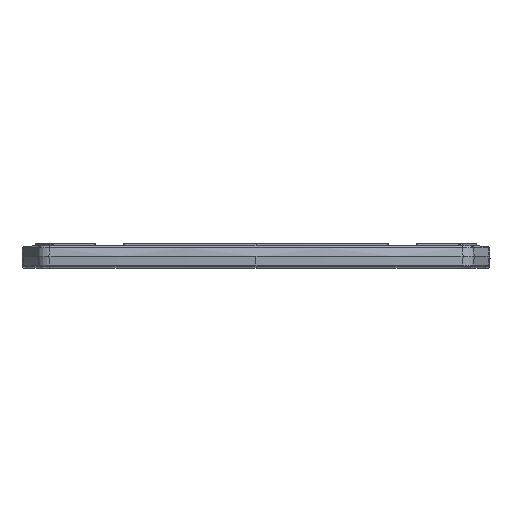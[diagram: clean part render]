
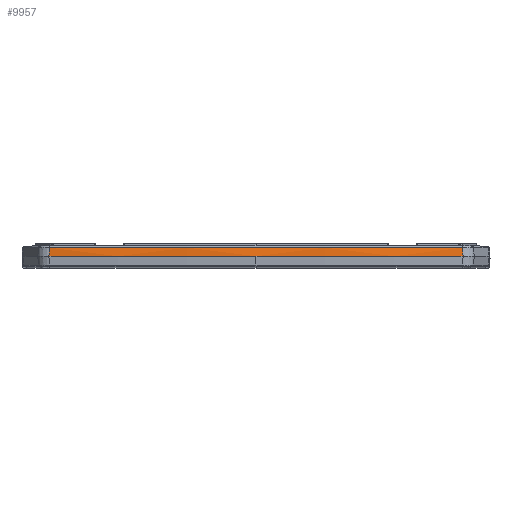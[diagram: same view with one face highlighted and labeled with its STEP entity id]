
A CAD part, top view. The second image highlights one B-rep face of the part: STEP entity #9957.
In plain terms, the highlighted conical face has half-angle 5.651 degrees and reference radius 380.035 mm.
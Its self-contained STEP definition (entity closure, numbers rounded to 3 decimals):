
#652 = CIRCLE ( 'NONE', #8094, 379.855 ) ;
#1182 = CARTESIAN_POINT ( 'NONE',  ( -43.134, 0., 94.369 ) ) ;
#1976 = EDGE_CURVE ( 'NONE', #13288, #5406, #652, .T. ) ;
#2936 = ORIENTED_EDGE ( 'NONE', *, *, #5565, .T. ) ;
#3042 = DIRECTION ( 'NONE',  ( 0., 0., -1. ) ) ;
#3168 = DIRECTION ( 'NONE',  ( 0., -1., 0. ) ) ;
#3913 = DIRECTION ( 'NONE',  ( 0., 0., -1. ) ) ;
#4266 = CARTESIAN_POINT ( 'NONE',  ( 0., 1.816, -283.21 ) ) ;
#4486 = VERTEX_POINT ( 'NONE', #1182 ) ;
#4616 = LINE ( 'NONE', #9117, #6197 ) ;
#4626 = EDGE_LOOP ( 'NONE', ( #9574, #2936, #8578, #6656, #7515 ) ) ;
#5387 = CARTESIAN_POINT ( 'NONE',  ( 43.114, 1.816, 94.19 ) ) ;
#5406 = VERTEX_POINT ( 'NONE', #7440 ) ;
#5421 = AXIS2_PLACEMENT_3D ( 'NONE', #10746, #8417, #12976 ) ;
#5565 = EDGE_CURVE ( 'NONE', #13575, #13288, #4616, .T. ) ;
#5653 = VECTOR ( 'NONE', #12842, 1000. ) ;
#6197 = VECTOR ( 'NONE', #11393, 1000. ) ;
#6656 = ORIENTED_EDGE ( 'NONE', *, *, #7680, .F. ) ;
#6703 = AXIS2_PLACEMENT_3D ( 'NONE', #9725, #7451, #3042 ) ;
#7309 = AXIS2_PLACEMENT_3D ( 'NONE', #12928, #9561, #3913 ) ;
#7440 = CARTESIAN_POINT ( 'NONE',  ( -43.114, 1.816, 94.19 ) ) ;
#7451 = DIRECTION ( 'NONE',  ( 0., -1., 0. ) ) ;
#7515 = ORIENTED_EDGE ( 'NONE', *, *, #13143, .F. ) ;
#7680 = EDGE_CURVE ( 'NONE', #4486, #5406, #9760, .T. ) ;
#8094 = AXIS2_PLACEMENT_3D ( 'NONE', #4266, #3168, #14480 ) ;
#8323 = CIRCLE ( 'NONE', #6703, 380.035 ) ;
#8417 = DIRECTION ( 'NONE',  ( 0., -1., 0. ) ) ;
#8578 = ORIENTED_EDGE ( 'NONE', *, *, #1976, .T. ) ;
#9117 = CARTESIAN_POINT ( 'NONE',  ( 43.124, 0.908, 94.28 ) ) ;
#9136 = EDGE_CURVE ( 'NONE', #13575, #14018, #8323, .T. ) ;
#9561 = DIRECTION ( 'NONE',  ( 0., -1., 0. ) ) ;
#9574 = ORIENTED_EDGE ( 'NONE', *, *, #9136, .F. ) ;
#9725 = CARTESIAN_POINT ( 'NONE',  ( 0., 0., -283.21 ) ) ;
#9760 = LINE ( 'NONE', #11714, #5653 ) ;
#9957 = ADVANCED_FACE ( 'NONE', ( #14706 ), #14527, .T. ) ;
#10746 = CARTESIAN_POINT ( 'NONE',  ( 0., 0., -283.21 ) ) ;
#11393 = DIRECTION ( 'NONE',  ( -0.011, 0.995, -0.098 ) ) ;
#11714 = CARTESIAN_POINT ( 'NONE',  ( -43.124, 0.908, 94.28 ) ) ;
#12507 = CARTESIAN_POINT ( 'NONE',  ( 43.134, 0., 94.369 ) ) ;
#12842 = DIRECTION ( 'NONE',  ( 0.011, 0.995, -0.098 ) ) ;
#12928 = CARTESIAN_POINT ( 'NONE',  ( 0., 0., -283.21 ) ) ;
#12976 = DIRECTION ( 'NONE',  ( 0., 0., -1. ) ) ;
#13039 = CIRCLE ( 'NONE', #5421, 380.035 ) ;
#13143 = EDGE_CURVE ( 'NONE', #14018, #4486, #13039, .T. ) ;
#13288 = VERTEX_POINT ( 'NONE', #5387 ) ;
#13575 = VERTEX_POINT ( 'NONE', #12507 ) ;
#13999 = CARTESIAN_POINT ( 'NONE',  ( 0., 0., 96.825 ) ) ;
#14018 = VERTEX_POINT ( 'NONE', #13999 ) ;
#14480 = DIRECTION ( 'NONE',  ( 0., 0., -1. ) ) ;
#14527 = CONICAL_SURFACE ( 'NONE', #7309, 380.035, 0.099 ) ;
#14706 = FACE_OUTER_BOUND ( 'NONE', #4626, .T. ) ;
